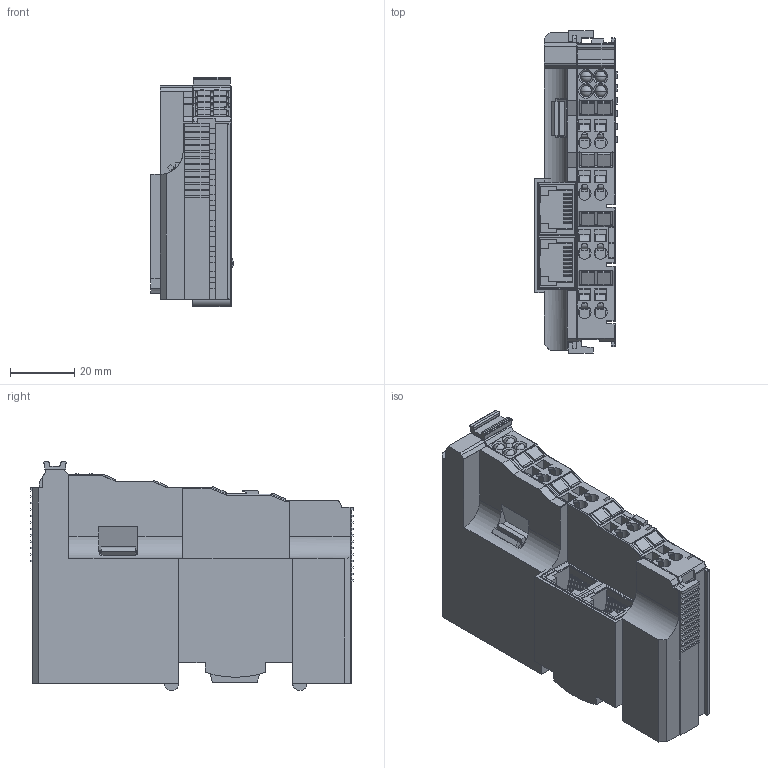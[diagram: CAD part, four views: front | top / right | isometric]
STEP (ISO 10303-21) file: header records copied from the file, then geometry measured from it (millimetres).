
FILE_DESCRIPTION (( 'STEP AP214' ), '1' );
FILE_NAME ('PX-903.STEP', '2014-11-17T15:21:20', ( '' ), ( '' ), 'SwSTEP 2.0', 'SolidWorks 2014', '' );
FILE_SCHEMA (( 'AUTOMOTIVE_DESIGN' ));
Length unit declared in the file: millimetre
Products named in the file (1): PX-903
Bounding box: 25.65 x 100.25 x 71.26 mm (x, y, z)
Volume: 103615.6 mm3; surface area: 48250 mm2
Topology: 39 solids, 39 shells, 1760 faces, 4906 edges, 3171 vertices
Faces by surface type: plane 1252, cylinder 352, bspline 96, sphere 26, torus 26, cone 8
Entity records: 66352 total; most frequent: CARTESIAN_POINT 11027, ORIENTED_EDGE 9776, DIRECTION 9131, EDGE_CURVE 4888, VECTOR 3821, LINE 3821, VERTEX_POINT 3169, AXIS2_PLACEMENT_3D 2655
